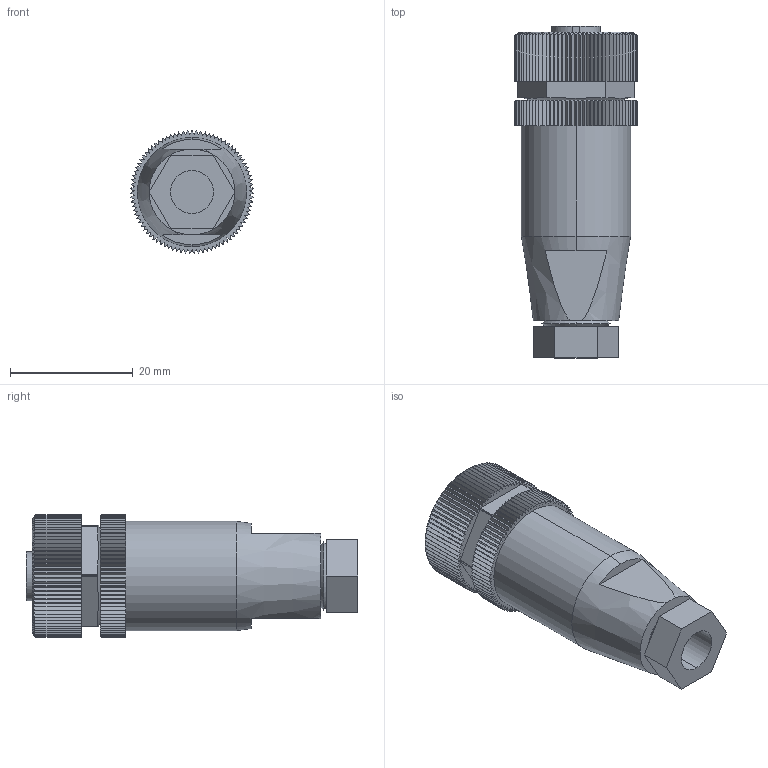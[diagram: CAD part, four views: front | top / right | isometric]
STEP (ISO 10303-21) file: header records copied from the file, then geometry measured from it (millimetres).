
FILE_DESCRIPTION (( 'STEP AP214' ), '1' );
FILE_NAME ('7000-12901-0000000.step', '2016-05-09T18:47:49', ( '' ), ( '' ), 'SwSTEP 2.0', 'SolidWorks 2015', '' );
FILE_SCHEMA (( 'AUTOMOTIVE_DESIGN' ));
Length unit declared in the file: millimetre
Products named in the file (1): 7000-12901-0000000
Bounding box: 20 x 54 x 19.99 mm (x, y, z)
Volume: 11359.1 mm3; surface area: 5586.1 mm2
Topology: 1 solids, 1 shells, 786 faces, 2310 edges, 1538 vertices
Faces by surface type: plane 408, cylinder 194, cone 184
Entity records: 30591 total; most frequent: CARTESIAN_POINT 5767, ORIENTED_EDGE 4620, DIRECTION 4110, EDGE_CURVE 2310, VERTEX_POINT 1538, AXIS2_PLACEMENT_3D 1373, VECTOR 1364, LINE 1364
